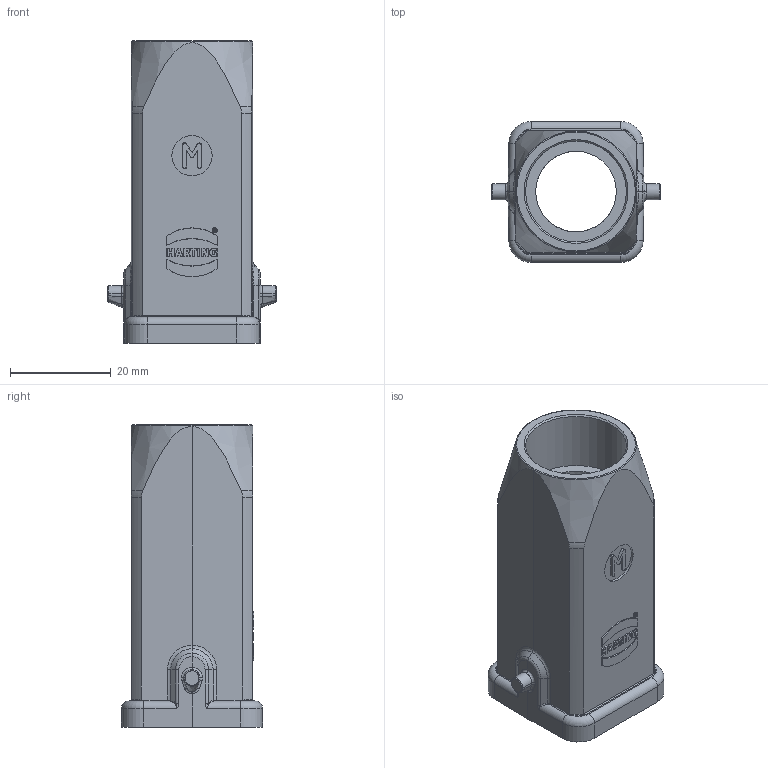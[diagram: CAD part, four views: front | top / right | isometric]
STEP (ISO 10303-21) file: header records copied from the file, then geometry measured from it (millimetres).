
FILE_DESCRIPTION(/* description */ (''),/* implementation_level */ '2;1');
FILE_NAME(/* name */ '100738594ugm000_a.stp',/* time_stamp */ '2017-11-03T16:40:49+01:00',/* author */ (''),/* organization */ (''),/* preprocessor_version */ 'ST-DEVELOPER v16',/* originating_system */ 'SIEMENS PLM Software NX 10.0',/* authorisation */ '');
FILE_SCHEMA (('AUTOMOTIVE_DESIGN { 1 0 10303 214 3 1 1 1 }'));
Length unit declared in the file: millimetre
Products named in the file (1): 100738594ugm000_a
Bounding box: 33.4 x 28 x 60 mm (x, y, z)
Volume: 9609 mm3; surface area: 11410 mm2
Topology: 1 solids, 1 shells, 396 faces, 970 edges, 593 vertices
Faces by surface type: plane 147, bspline 136, cylinder 64, torus 28, cone 17, revolution 4
Full cylindrical faces by diameter (mm): 3.08 x1, 5.9 x1, 8 x1, 16 x1, 20 x1
Entity records: 19034 total; most frequent: CARTESIAN_POINT 8233, ORIENTED_EDGE 1898, DIRECTION 1283, EDGE_CURVE 949, VERTEX_POINT 583, AXIS2_PLACEMENT_3D 463, EDGE_LOOP 428, PRESENTATION_STYLE_ASSIGNMENT 400
